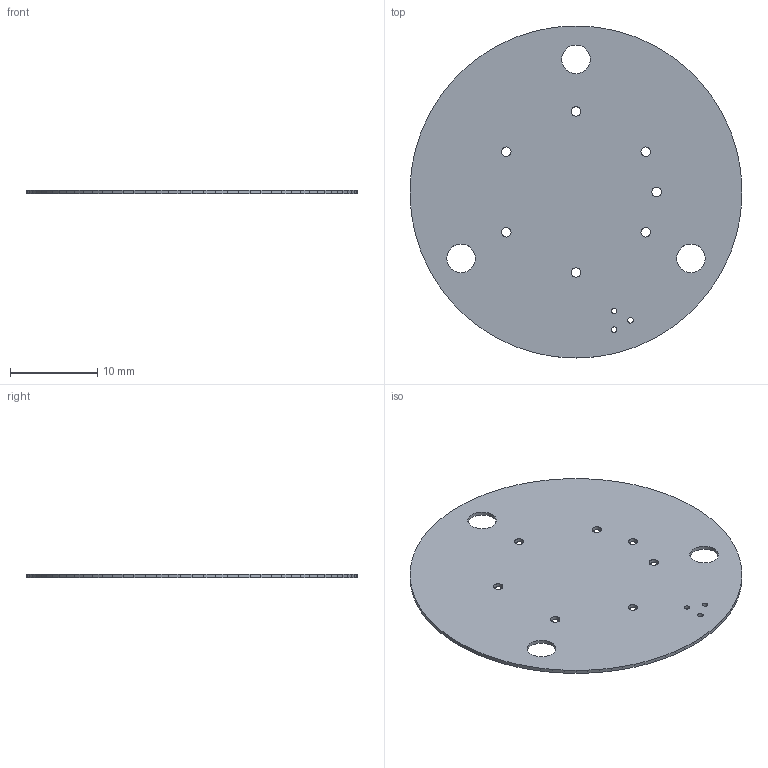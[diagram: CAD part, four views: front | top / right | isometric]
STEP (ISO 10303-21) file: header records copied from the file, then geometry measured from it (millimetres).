
FILE_DESCRIPTION(('Open CASCADE Model'),'2;1');
FILE_NAME('Open CASCADE Shape Model','2011-02-03T10:25:55',('Author'),( 'Open CASCADE'),'Open CASCADE STEP processor 6.2','Open CASCADE 6.2' ,'Unknown');
FILE_SCHEMA(('AUTOMOTIVE_DESIGN { 1 0 10303 214 1 1 1 1 }'));
Length unit declared in the file: millimetre
Products named in the file (2): PCB; Board
Assembly tree (1 placements, depth 2):
  PCB
    Board
Bounding box: 38.12 x 38.12 x 0.42 mm (x, y, z)
Volume: 461.4 mm3; surface area: 2290.7 mm2
Topology: 1 solids, 1 shells, 103 faces, 303 edges, 202 vertices
Faces by surface type: plane 90, cylinder 13
Full cylindrical faces by diameter (mm): 0.635 x3, 1.097 x7, 3.277 x3
Entity records: 7491 total; most frequent: CARTESIAN_POINT 1372, DIRECTION 1119, LINE 857, VECTOR 857, ORIENTED_EDGE 606, PCURVE 606, DEFINITIONAL_REPRESENTATION 606, EDGE_CURVE 303
